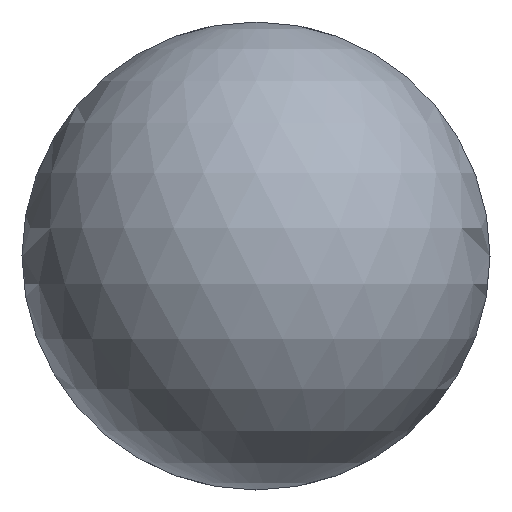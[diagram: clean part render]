
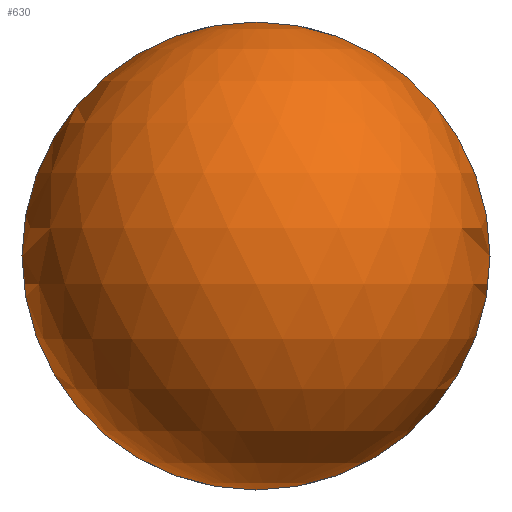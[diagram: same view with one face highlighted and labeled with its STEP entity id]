
A CAD part, left-side view. The second image highlights one B-rep face of the part: STEP entity #630.
In plain terms, the highlighted spherical face has radius 0.362 mm.
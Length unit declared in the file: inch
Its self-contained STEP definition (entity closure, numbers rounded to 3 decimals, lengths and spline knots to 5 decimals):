
#165 = CARTESIAN_POINT ( 'NONE',  ( -0.28773, 0., 0. ) ) ;
#176 = DIRECTION ( 'NONE',  ( 0., 0., 1. ) ) ;
#276 = AXIS2_PLACEMENT_3D ( 'NONE', #1047, #1150, #176 ) ;
#299 = DIRECTION ( 'NONE',  ( 0., 1., 0. ) ) ;
#332 = SPHERICAL_SURFACE ( 'NONE', #1106, 0.01426 ) ;
#619 = EDGE_CURVE ( 'NONE', #1563, #1563, #1175, .T. ) ;
#630 = ADVANCED_FACE ( 'NONE', ( #1464 ), #332, .T. ) ;
#777 = EDGE_LOOP ( 'NONE', ( #1191 ) ) ;
#997 = CARTESIAN_POINT ( 'NONE',  ( -0.28773, 0., 0.01426 ) ) ;
#1040 = DIRECTION ( 'NONE',  ( 0., 0., -1. ) ) ;
#1047 = CARTESIAN_POINT ( 'NONE',  ( -0.28773, 0., 0. ) ) ;
#1106 = AXIS2_PLACEMENT_3D ( 'NONE', #165, #1040, #299 ) ;
#1150 = DIRECTION ( 'NONE',  ( -1., 0., 0. ) ) ;
#1175 = CIRCLE ( 'NONE', #276, 0.01426 ) ;
#1191 = ORIENTED_EDGE ( 'NONE', *, *, #619, .T. ) ;
#1464 = FACE_OUTER_BOUND ( 'NONE', #777, .T. ) ;
#1563 = VERTEX_POINT ( 'NONE', #997 ) ;
